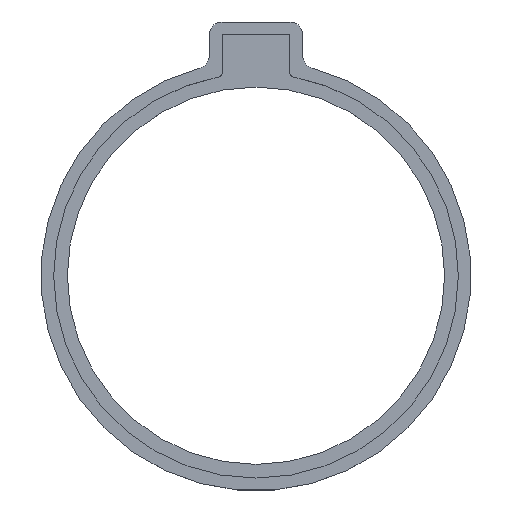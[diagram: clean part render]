
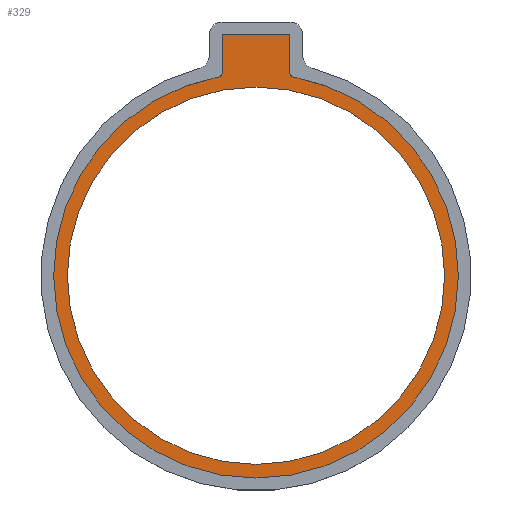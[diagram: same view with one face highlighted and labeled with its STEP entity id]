
A CAD part, top view. The second image highlights one B-rep face of the part: STEP entity #329.
In plain terms, the highlighted planar face has unit normal (0, 0, 1).
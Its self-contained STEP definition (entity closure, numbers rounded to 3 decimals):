
#17=FACE_BOUND('',#65,.T.);
#26=PLANE('',#385);
#44=FACE_OUTER_BOUND('',#64,.T.);
#64=EDGE_LOOP('',(#296,#297,#298,#299,#300,#301));
#65=EDGE_LOOP('',(#302));
#85=LINE('',#555,#112);
#89=LINE('',#567,#116);
#91=LINE('',#572,#118);
#112=VECTOR('',#453,10.);
#116=VECTOR('',#467,10.);
#118=VECTOR('',#475,10.);
#132=CIRCLE('',#371,2.8);
#133=CIRCLE('',#374,2.8);
#134=CIRCLE('',#376,159.228);
#137=CIRCLE('',#384,148.428);
#160=VERTEX_POINT('',#548);
#161=VERTEX_POINT('',#550);
#162=VERTEX_POINT('',#554);
#163=VERTEX_POINT('',#558);
#164=VERTEX_POINT('',#560);
#165=VERTEX_POINT('',#566);
#167=VERTEX_POINT('',#577);
#198=EDGE_CURVE('',#160,#161,#132,.F.);
#200=EDGE_CURVE('',#162,#161,#85,.T.);
#203=EDGE_CURVE('',#163,#164,#133,.F.);
#205=EDGE_CURVE('',#160,#164,#134,.T.);
#206=EDGE_CURVE('',#165,#162,#89,.T.);
#209=EDGE_CURVE('',#163,#165,#91,.T.);
#211=EDGE_CURVE('',#167,#167,#137,.T.);
#296=ORIENTED_EDGE('',*,*,#200,.T.);
#297=ORIENTED_EDGE('',*,*,#198,.F.);
#298=ORIENTED_EDGE('',*,*,#205,.T.);
#299=ORIENTED_EDGE('',*,*,#203,.F.);
#300=ORIENTED_EDGE('',*,*,#209,.T.);
#301=ORIENTED_EDGE('',*,*,#206,.T.);
#302=ORIENTED_EDGE('',*,*,#211,.T.);
#329=ADVANCED_FACE('',(#44,#17),#26,.T.);
#371=AXIS2_PLACEMENT_3D('',#551,#448,#449);
#374=AXIS2_PLACEMENT_3D('',#561,#458,#459);
#376=AXIS2_PLACEMENT_3D('',#564,#463,#464);
#384=AXIS2_PLACEMENT_3D('',#578,#482,#483);
#385=AXIS2_PLACEMENT_3D('',#580,#485,#486);
#448=DIRECTION('center_axis',(0.,0.,-1.));
#449=DIRECTION('ref_axis',(0.769,-0.64,0.));
#453=DIRECTION('',(0.,-1.,0.));
#458=DIRECTION('center_axis',(0.,0.,-1.));
#459=DIRECTION('ref_axis',(-0.769,-0.64,0.));
#463=DIRECTION('center_axis',(0.,0.,1.));
#464=DIRECTION('ref_axis',(-1.,0.,0.));
#467=DIRECTION('',(-1.,0.,0.));
#475=DIRECTION('',(0.,1.,0.));
#482=DIRECTION('center_axis',(0.,0.,-1.));
#483=DIRECTION('ref_axis',(-1.,0.,0.));
#485=DIRECTION('center_axis',(0.,0.,1.));
#486=DIRECTION('ref_axis',(1.,0.,0.));
#548=CARTESIAN_POINT('',(-28.99,156.566,10.));
#550=CARTESIAN_POINT('',(-26.7,159.32,10.));
#551=CARTESIAN_POINT('Origin',(-29.5,159.32,10.));
#554=CARTESIAN_POINT('',(-26.7,189.628,10.));
#555=CARTESIAN_POINT('',(-26.7,83.554,10.));
#558=CARTESIAN_POINT('',(26.7,159.32,10.));
#560=CARTESIAN_POINT('',(28.99,156.566,10.));
#561=CARTESIAN_POINT('Origin',(29.5,159.32,10.));
#564=CARTESIAN_POINT('Origin',(0.,0.,10.));
#566=CARTESIAN_POINT('',(26.7,189.628,10.));
#567=CARTESIAN_POINT('',(-13.35,189.628,10.));
#572=CARTESIAN_POINT('',(26.7,94.814,10.));
#577=CARTESIAN_POINT('',(148.428,0.,10.));
#578=CARTESIAN_POINT('Origin',(0.,0.,10.));
#580=CARTESIAN_POINT('Origin',(0.,0.,10.));
